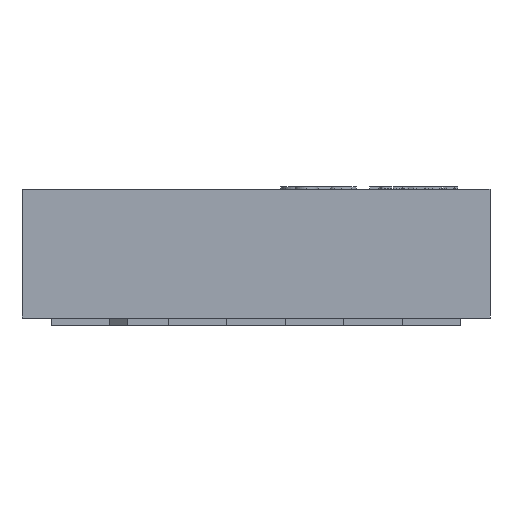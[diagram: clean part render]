
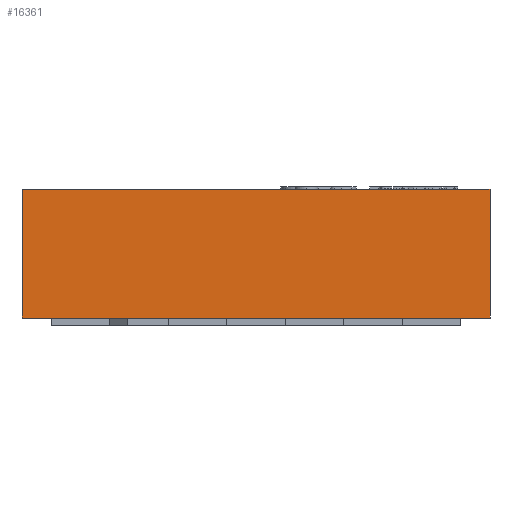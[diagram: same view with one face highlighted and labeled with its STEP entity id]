
A CAD part, front view. The second image highlights one B-rep face of the part: STEP entity #16361.
In plain terms, the highlighted planar face has unit normal (0, -1, 0).
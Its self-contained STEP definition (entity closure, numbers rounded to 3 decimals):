
#344 = VECTOR ( 'NONE', #6306, 1000. ) ;
#842 = CARTESIAN_POINT ( 'NONE',  ( 1., -1., 0. ) ) ;
#2153 = DIRECTION ( 'NONE',  ( 1., 0., 0. ) ) ;
#3153 = VERTEX_POINT ( 'NONE', #8174 ) ;
#3216 = PLANE ( 'NONE',  #7612 ) ;
#4420 = CARTESIAN_POINT ( 'NONE',  ( 1., -1., 0.55 ) ) ;
#5025 = EDGE_LOOP ( 'NONE', ( #16171, #10318, #6169, #13132 ) ) ;
#5059 = DIRECTION ( 'NONE',  ( 1., 0., 0. ) ) ;
#5311 = EDGE_CURVE ( 'NONE', #11354, #14482, #12177, .T. ) ;
#5400 = VECTOR ( 'NONE', #10935, 1000. ) ;
#6169 = ORIENTED_EDGE ( 'NONE', *, *, #16470, .F. ) ;
#6306 = DIRECTION ( 'NONE',  ( 0., 0., -1. ) ) ;
#7071 = VECTOR ( 'NONE', #5059, 1000. ) ;
#7338 = CARTESIAN_POINT ( 'NONE',  ( -1., -1., 0.55 ) ) ;
#7423 = CARTESIAN_POINT ( 'NONE',  ( -1., -1., 0.55 ) ) ;
#7612 = AXIS2_PLACEMENT_3D ( 'NONE', #7338, #8921, #8846 ) ;
#8174 = CARTESIAN_POINT ( 'NONE',  ( -1., -1., 0. ) ) ;
#8617 = CARTESIAN_POINT ( 'NONE',  ( -1., -1., 0. ) ) ;
#8846 = DIRECTION ( 'NONE',  ( 0., 0., 1. ) ) ;
#8921 = DIRECTION ( 'NONE',  ( 0., 1., 0. ) ) ;
#9605 = FACE_OUTER_BOUND ( 'NONE', #5025, .T. ) ;
#9928 = CARTESIAN_POINT ( 'NONE',  ( -1., -1., 0.55 ) ) ;
#10318 = ORIENTED_EDGE ( 'NONE', *, *, #5311, .F. ) ;
#10833 = LINE ( 'NONE', #8617, #11582 ) ;
#10935 = DIRECTION ( 'NONE',  ( 0., 0., -1. ) ) ;
#11157 = LINE ( 'NONE', #7423, #344 ) ;
#11354 = VERTEX_POINT ( 'NONE', #14860 ) ;
#11359 = EDGE_CURVE ( 'NONE', #3153, #14482, #10833, .T. ) ;
#11480 = LINE ( 'NONE', #9928, #7071 ) ;
#11582 = VECTOR ( 'NONE', #2153, 1000. ) ;
#12177 = LINE ( 'NONE', #4420, #5400 ) ;
#12659 = EDGE_CURVE ( 'NONE', #12885, #3153, #11157, .T. ) ;
#12885 = VERTEX_POINT ( 'NONE', #16002 ) ;
#13132 = ORIENTED_EDGE ( 'NONE', *, *, #12659, .T. ) ;
#14482 = VERTEX_POINT ( 'NONE', #842 ) ;
#14860 = CARTESIAN_POINT ( 'NONE',  ( 1., -1., 0.55 ) ) ;
#16002 = CARTESIAN_POINT ( 'NONE',  ( -1., -1., 0.55 ) ) ;
#16171 = ORIENTED_EDGE ( 'NONE', *, *, #11359, .T. ) ;
#16361 = ADVANCED_FACE ( 'NONE', ( #9605 ), #3216, .F. ) ;
#16470 = EDGE_CURVE ( 'NONE', #12885, #11354, #11480, .T. ) ;
